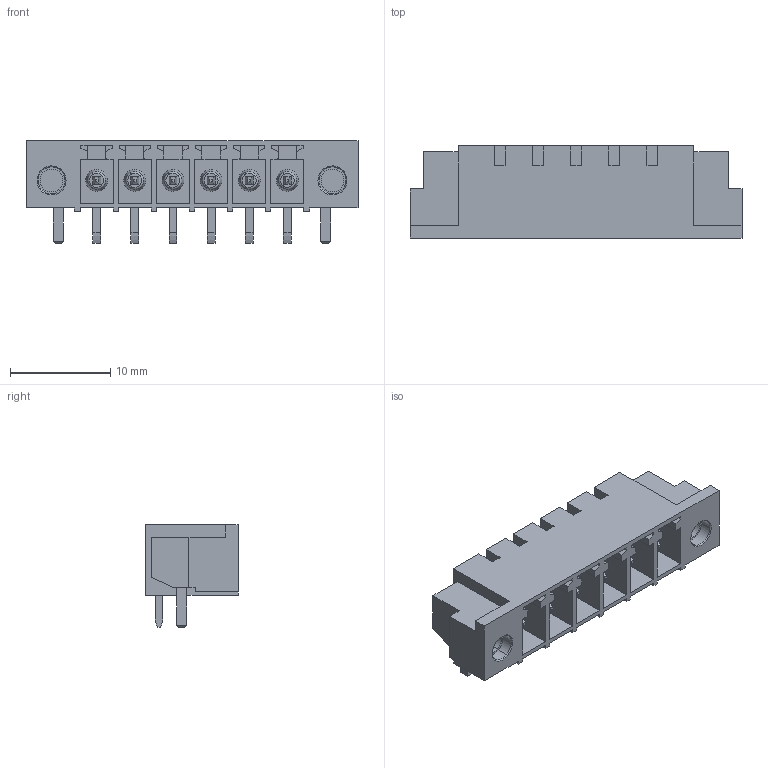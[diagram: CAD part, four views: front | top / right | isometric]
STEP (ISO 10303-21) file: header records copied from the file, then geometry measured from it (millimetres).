
FILE_DESCRIPTION(('CATIA V5 STEP','CAx-IF Rec.Pracs.--- Model Styling and Organization---1.2---2011-12-15'),'2;1');
FILE_NAME ('D1457714_0', '2018-10-11T04:51:38+00:00', ('none'), ('Weidmueller'), 'CATIA Version 5-6 Release 2014', 'CATIA V5 STEP AP214', 'none');
FILE_SCHEMA(('AUTOMOTIVE_DESIGN { 1 0 10303 214 1 1 1 1 }'));
Length unit declared in the file: millimetre
Products named in the file (1): 1863710000
Bounding box: 33.15 x 9.2 x 10.27 mm (x, y, z)
Volume: 984.7 mm3; surface area: 2630.6 mm2
Topology: 9 solids, 9 shells, 498 faces, 1436 edges, 978 vertices
Faces by surface type: plane 380, cylinder 90, cone 16, torus 12
Entity records: 14976 total; most frequent: ORIENTED_EDGE 2872, CARTESIAN_POINT 2756, DIRECTION 1938, EDGE_CURVE 1436, VECTOR 1182, LINE 1182, VERTEX_POINT 978, EDGE_LOOP 532
